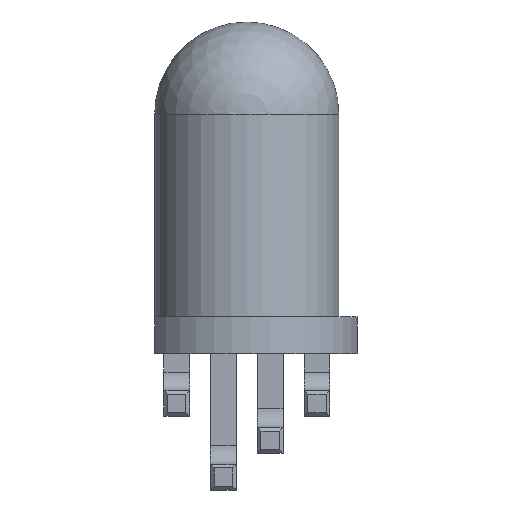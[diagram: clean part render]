
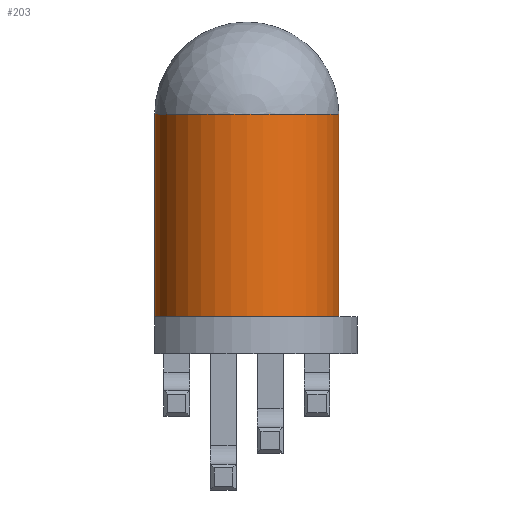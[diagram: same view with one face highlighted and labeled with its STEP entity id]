
A CAD part, front view. The second image highlights one B-rep face of the part: STEP entity #203.
In plain terms, the highlighted cylindrical face has radius 2.5 mm (diameter 5 mm), a partial arc.
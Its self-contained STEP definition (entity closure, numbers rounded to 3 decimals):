
#136 = CARTESIAN_POINT ( 'NONE',  ( 2.5, 0., 1. ) ) ;
#141 = VERTEX_POINT ( 'NONE', #2025 ) ;
#165 = DIRECTION ( 'NONE',  ( 0., 0., 1. ) ) ;
#182 = CIRCLE ( 'NONE', #1676, 2.5 ) ;
#186 = CARTESIAN_POINT ( 'NONE',  ( 0., 0., 1. ) ) ;
#203 = ADVANCED_FACE ( 'NONE', ( #667 ), #1327, .T. ) ;
#273 = EDGE_LOOP ( 'NONE', ( #1761, #996, #1739, #2091 ) ) ;
#335 = LINE ( 'NONE', #1931, #1147 ) ;
#341 = AXIS2_PLACEMENT_3D ( 'NONE', #1065, #1481, #1452 ) ;
#381 = CARTESIAN_POINT ( 'NONE',  ( 0., 0., 6.5 ) ) ;
#596 = AXIS2_PLACEMENT_3D ( 'NONE', #381, #2593, #746 ) ;
#667 = FACE_OUTER_BOUND ( 'NONE', #273, .T. ) ;
#746 = DIRECTION ( 'NONE',  ( 1., 0., 0. ) ) ;
#876 = VERTEX_POINT ( 'NONE', #945 ) ;
#945 = CARTESIAN_POINT ( 'NONE',  ( -2.5, 0., 6.5 ) ) ;
#996 = ORIENTED_EDGE ( 'NONE', *, *, #1173, .T. ) ;
#999 = VECTOR ( 'NONE', #1499, 1000. ) ;
#1065 = CARTESIAN_POINT ( 'NONE',  ( 0., 0., 0. ) ) ;
#1147 = VECTOR ( 'NONE', #1530, 1000. ) ;
#1173 = EDGE_CURVE ( 'NONE', #141, #1939, #182, .T. ) ;
#1318 = CIRCLE ( 'NONE', #596, 2.5 ) ;
#1327 = CYLINDRICAL_SURFACE ( 'NONE', #341, 2.5 ) ;
#1441 = EDGE_CURVE ( 'NONE', #1939, #2146, #1912, .T. ) ;
#1452 = DIRECTION ( 'NONE',  ( 1., 0., 0. ) ) ;
#1481 = DIRECTION ( 'NONE',  ( 0., 0., 1. ) ) ;
#1499 = DIRECTION ( 'NONE',  ( 0., 0., 1. ) ) ;
#1530 = DIRECTION ( 'NONE',  ( 0., 0., 1. ) ) ;
#1676 = AXIS2_PLACEMENT_3D ( 'NONE', #186, #165, #1811 ) ;
#1739 = ORIENTED_EDGE ( 'NONE', *, *, #1441, .T. ) ;
#1749 = CARTESIAN_POINT ( 'NONE',  ( 2.5, 0., 6.5 ) ) ;
#1761 = ORIENTED_EDGE ( 'NONE', *, *, #1951, .F. ) ;
#1811 = DIRECTION ( 'NONE',  ( 1., 0., 0. ) ) ;
#1912 = LINE ( 'NONE', #2520, #999 ) ;
#1931 = CARTESIAN_POINT ( 'NONE',  ( -2.5, 0., 0. ) ) ;
#1939 = VERTEX_POINT ( 'NONE', #136 ) ;
#1951 = EDGE_CURVE ( 'NONE', #141, #876, #335, .T. ) ;
#2025 = CARTESIAN_POINT ( 'NONE',  ( -2.5, 0., 1. ) ) ;
#2091 = ORIENTED_EDGE ( 'NONE', *, *, #2093, .F. ) ;
#2093 = EDGE_CURVE ( 'NONE', #876, #2146, #1318, .T. ) ;
#2146 = VERTEX_POINT ( 'NONE', #1749 ) ;
#2520 = CARTESIAN_POINT ( 'NONE',  ( 2.5, 0., 0. ) ) ;
#2593 = DIRECTION ( 'NONE',  ( 0., 0., 1. ) ) ;
